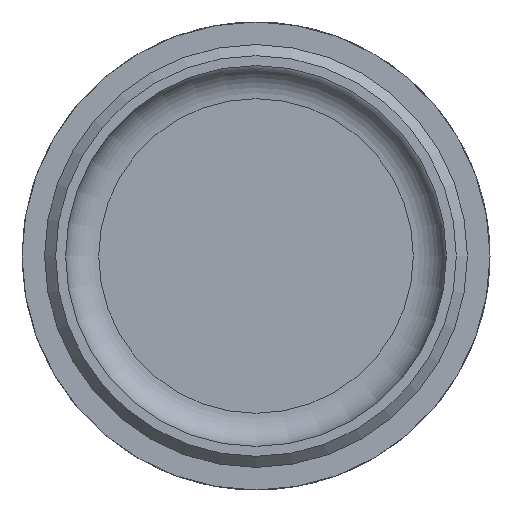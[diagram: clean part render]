
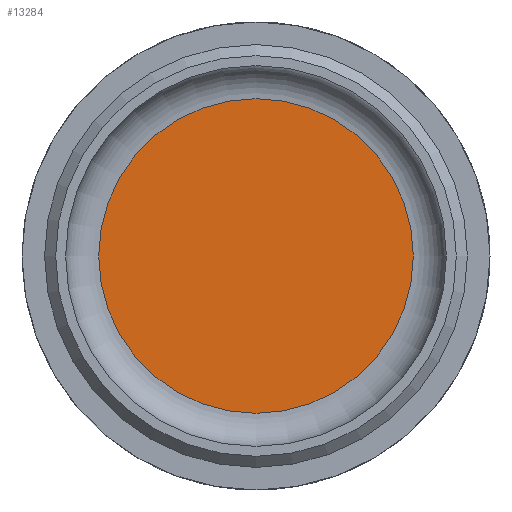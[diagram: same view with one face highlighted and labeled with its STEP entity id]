
A CAD part, front view. The second image highlights one B-rep face of the part: STEP entity #13284.
In plain terms, the highlighted planar face has unit normal (0, -1, 0).
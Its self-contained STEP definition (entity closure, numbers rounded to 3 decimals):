
#1134 = PLANE ( 'NONE',  #15217 ) ;
#4309 = FACE_OUTER_BOUND ( 'NONE', #16921, .T. ) ;
#5235 = AXIS2_PLACEMENT_3D ( 'NONE', #16799, #6089, #7579 ) ;
#5421 = EDGE_CURVE ( 'NONE', #19693, #19693, #12028, .T. ) ;
#6089 = DIRECTION ( 'NONE',  ( 0., -1., 0. ) ) ;
#7579 = DIRECTION ( 'NONE',  ( 1., 0., 0. ) ) ;
#9566 = CARTESIAN_POINT ( 'NONE',  ( 14.25, 0., 0. ) ) ;
#12028 = CIRCLE ( 'NONE', #5235, 14.25 ) ;
#13284 = ADVANCED_FACE ( 'NONE', ( #4309 ), #1134, .T. ) ;
#14017 = ORIENTED_EDGE ( 'NONE', *, *, #5421, .T. ) ;
#14909 = CARTESIAN_POINT ( 'NONE',  ( 21.2, 0., 0. ) ) ;
#15217 = AXIS2_PLACEMENT_3D ( 'NONE', #14909, #19551, #17906 ) ;
#16799 = CARTESIAN_POINT ( 'NONE',  ( 0., 0., 0. ) ) ;
#16921 = EDGE_LOOP ( 'NONE', ( #14017 ) ) ;
#17906 = DIRECTION ( 'NONE',  ( 1., 0., 0. ) ) ;
#19551 = DIRECTION ( 'NONE',  ( 0., -1., 0. ) ) ;
#19693 = VERTEX_POINT ( 'NONE', #9566 ) ;
